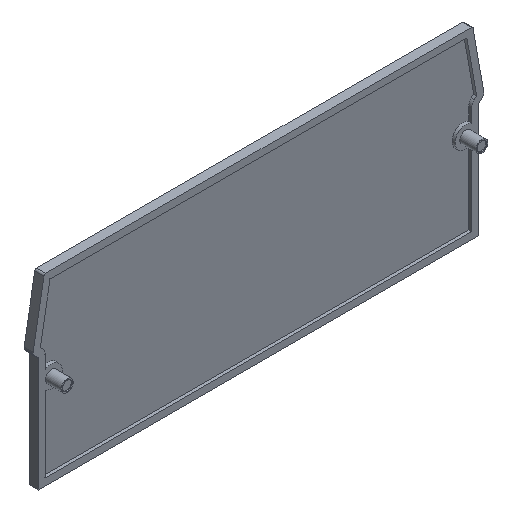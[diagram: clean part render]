
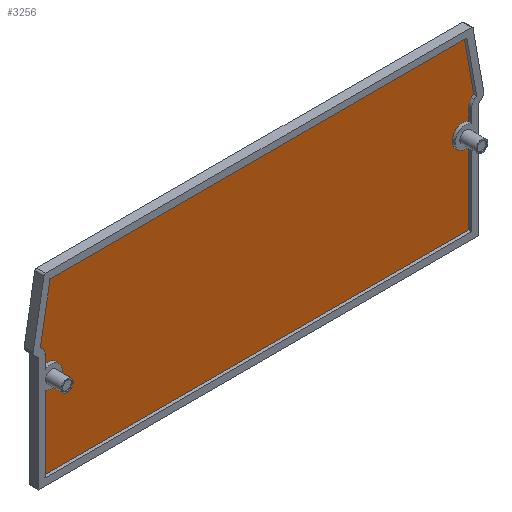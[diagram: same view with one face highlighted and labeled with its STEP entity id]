
A CAD part, isometric view. The second image highlights one B-rep face of the part: STEP entity #3256.
In plain terms, the highlighted planar face has unit normal (0, -1, 0).
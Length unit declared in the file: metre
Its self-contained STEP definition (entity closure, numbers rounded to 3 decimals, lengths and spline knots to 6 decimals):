
#23=CIRCLE('',#3388,0.001797);
#24=CIRCLE('',#3390,0.001789);
#26=CIRCLE('',#3395,0.001461);
#27=CIRCLE('',#3396,0.001461);
#368=FACE_OUTER_BOUND('',#557,.T.);
#557=EDGE_LOOP('',(#2821,#2822,#2823,#2824,#2825,#2826,#2827,#2828,#2829,
#2830,#2831,#2832,#2833,#2834));
#875=LINE('',#5511,#1218);
#878=LINE('',#5517,#1221);
#881=LINE('',#5523,#1224);
#882=LINE('',#5524,#1225);
#883=LINE('',#5526,#1226);
#884=LINE('',#5530,#1227);
#885=LINE('',#5532,#1228);
#886=LINE('',#5534,#1229);
#887=LINE('',#5536,#1230);
#888=LINE('',#5538,#1231);
#1218=VECTOR('',#3930,0.002101);
#1221=VECTOR('',#3935,0.01259);
#1224=VECTOR('',#3940,0.012586);
#1225=VECTOR('',#3941,0.070679);
#1226=VECTOR('',#3942,0.002105);
#1227=VECTOR('',#3945,0.000544);
#1228=VECTOR('',#3946,0.009208);
#1229=VECTOR('',#3947,0.069106);
#1230=VECTOR('',#3948,0.009208);
#1231=VECTOR('',#3949,0.000544);
#1535=VERTEX_POINT('',#5493);
#1537=VERTEX_POINT('',#5497);
#1538=VERTEX_POINT('',#5501);
#1540=VERTEX_POINT('',#5504);
#1542=VERTEX_POINT('',#5510);
#1544=VERTEX_POINT('',#5516);
#1546=VERTEX_POINT('',#5522);
#1547=VERTEX_POINT('',#5525);
#1548=VERTEX_POINT('',#5527);
#1549=VERTEX_POINT('',#5529);
#1550=VERTEX_POINT('',#5531);
#1551=VERTEX_POINT('',#5533);
#1552=VERTEX_POINT('',#5535);
#1553=VERTEX_POINT('',#5537);
#1974=EDGE_CURVE('',#1535,#1537,#23,.T.);
#1976=EDGE_CURVE('',#1540,#1538,#24,.T.);
#1979=EDGE_CURVE('',#1535,#1542,#875,.T.);
#1982=EDGE_CURVE('',#1540,#1544,#878,.T.);
#1985=EDGE_CURVE('',#1546,#1537,#881,.T.);
#1986=EDGE_CURVE('',#1544,#1546,#882,.T.);
#1987=EDGE_CURVE('',#1547,#1538,#883,.T.);
#1988=EDGE_CURVE('',#1548,#1547,#26,.T.);
#1989=EDGE_CURVE('',#1549,#1548,#884,.T.);
#1990=EDGE_CURVE('',#1550,#1549,#885,.T.);
#1991=EDGE_CURVE('',#1551,#1550,#886,.T.);
#1992=EDGE_CURVE('',#1552,#1551,#887,.T.);
#1993=EDGE_CURVE('',#1553,#1552,#888,.T.);
#1994=EDGE_CURVE('',#1542,#1553,#27,.T.);
#2821=ORIENTED_EDGE('',*,*,#1974,.T.);
#2822=ORIENTED_EDGE('',*,*,#1985,.F.);
#2823=ORIENTED_EDGE('',*,*,#1986,.F.);
#2824=ORIENTED_EDGE('',*,*,#1982,.F.);
#2825=ORIENTED_EDGE('',*,*,#1976,.T.);
#2826=ORIENTED_EDGE('',*,*,#1987,.F.);
#2827=ORIENTED_EDGE('',*,*,#1988,.F.);
#2828=ORIENTED_EDGE('',*,*,#1989,.F.);
#2829=ORIENTED_EDGE('',*,*,#1990,.F.);
#2830=ORIENTED_EDGE('',*,*,#1991,.F.);
#2831=ORIENTED_EDGE('',*,*,#1992,.F.);
#2832=ORIENTED_EDGE('',*,*,#1993,.F.);
#2833=ORIENTED_EDGE('',*,*,#1994,.F.);
#2834=ORIENTED_EDGE('',*,*,#1979,.F.);
#3090=PLANE('',#3394);
#3256=ADVANCED_FACE('',(#368),#3090,.F.);
#3388=AXIS2_PLACEMENT_3D('',#5499,#3918,#3919);
#3390=AXIS2_PLACEMENT_3D('',#5505,#3923,#3924);
#3394=AXIS2_PLACEMENT_3D('',#5521,#3938,#3939);
#3395=AXIS2_PLACEMENT_3D('',#5528,#3943,#3944);
#3396=AXIS2_PLACEMENT_3D('',#5539,#3950,#3951);
#3918=DIRECTION('center_axis',(0.,1.,0.));
#3919=DIRECTION('ref_axis',(-1.,0.,0.));
#3923=DIRECTION('center_axis',(0.,1.,0.));
#3924=DIRECTION('ref_axis',(-1.,0.,0.));
#3930=DIRECTION('',(0.,0.,1.));
#3935=DIRECTION('',(0.,0.,-1.));
#3938=DIRECTION('center_axis',(0.,1.,0.));
#3939=DIRECTION('ref_axis',(0.,0.,1.));
#3940=DIRECTION('',(0.,0.,1.));
#3941=DIRECTION('',(-1.,0.,0.));
#3942=DIRECTION('',(0.,0.,-1.));
#3943=DIRECTION('center_axis',(0.,-1.,0.));
#3944=DIRECTION('ref_axis',(0.707,0.,-0.707));
#3945=DIRECTION('',(-0.707,0.,-0.707));
#3946=DIRECTION('',(0.174,0.,-0.985));
#3947=DIRECTION('',(1.,0.,0.));
#3948=DIRECTION('',(0.174,0.,0.985));
#3949=DIRECTION('',(-0.707,0.,0.707));
#3950=DIRECTION('center_axis',(0.,-1.,0.));
#3951=DIRECTION('ref_axis',(-1.,0.,0.));
#5493=CARTESIAN_POINT('',(-0.035339,-0.001,-0.013747));
#5497=CARTESIAN_POINT('',(-0.035339,-0.001,-0.016753));
#5499=CARTESIAN_POINT('Origin',(-0.034355,-0.001,-0.01525));
#5501=CARTESIAN_POINT('',(0.035339,-0.001,-0.013751));
#5504=CARTESIAN_POINT('',(0.035339,-0.001,-0.016749));
#5505=CARTESIAN_POINT('Origin',(0.034363,-0.001,-0.01525));
#5510=CARTESIAN_POINT('',(-0.035339,-0.001,-0.011646));
#5511=CARTESIAN_POINT('',(-0.035339,-0.001,-0.011646));
#5516=CARTESIAN_POINT('',(0.035339,-0.001,-0.029339));
#5517=CARTESIAN_POINT('',(0.035339,-0.001,-0.029339));
#5521=CARTESIAN_POINT('Origin',(0.,-0.001,-0.015348));
#5522=CARTESIAN_POINT('',(-0.035339,-0.001,-0.029339));
#5523=CARTESIAN_POINT('',(-0.035339,-0.001,-0.011646));
#5524=CARTESIAN_POINT('',(-0.035339,-0.001,-0.029339));
#5525=CARTESIAN_POINT('',(0.035339,-0.001,-0.011646));
#5526=CARTESIAN_POINT('',(0.035339,-0.001,-0.029339));
#5527=CARTESIAN_POINT('',(0.035767,-0.001,-0.010613));
#5528=CARTESIAN_POINT('Origin',(0.0368,-0.001,-0.011646));
#5529=CARTESIAN_POINT('',(0.036152,-0.001,-0.010228));
#5530=CARTESIAN_POINT('',(0.035767,-0.001,-0.010613));
#5531=CARTESIAN_POINT('',(0.034553,-0.001,-0.001161));
#5532=CARTESIAN_POINT('',(0.036152,-0.001,-0.010228));
#5533=CARTESIAN_POINT('',(-0.034553,-0.001,-0.001161));
#5534=CARTESIAN_POINT('',(0.034553,-0.001,-0.001161));
#5535=CARTESIAN_POINT('',(-0.036152,-0.001,-0.010228));
#5536=CARTESIAN_POINT('',(-0.034553,-0.001,-0.001161));
#5537=CARTESIAN_POINT('',(-0.035767,-0.001,-0.010613));
#5538=CARTESIAN_POINT('',(-0.036152,-0.001,-0.010228));
#5539=CARTESIAN_POINT('Origin',(-0.0368,-0.001,-0.011646));
